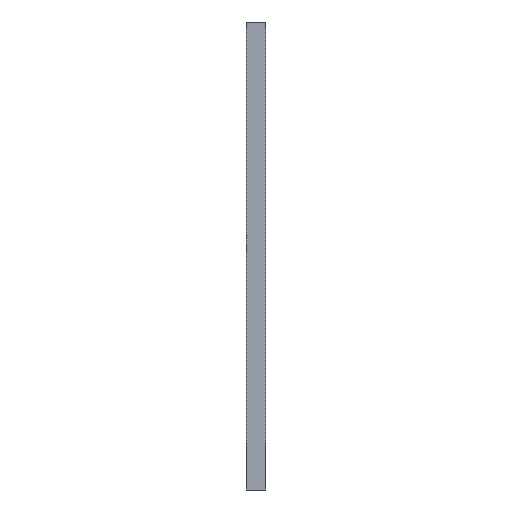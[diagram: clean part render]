
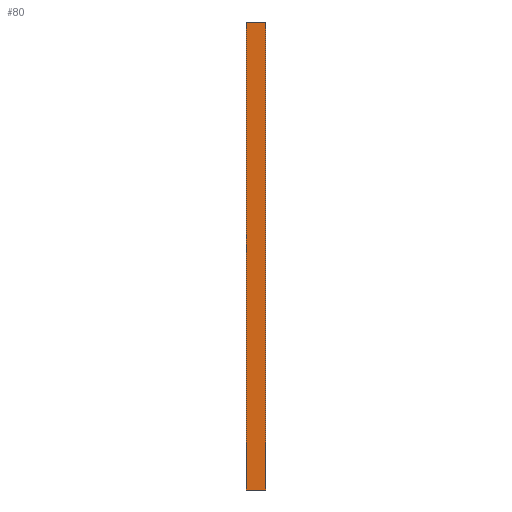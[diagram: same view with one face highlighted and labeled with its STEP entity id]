
A CAD part, left-side view. The second image highlights one B-rep face of the part: STEP entity #80.
In plain terms, the highlighted planar face has unit normal (-1, 0, 0).
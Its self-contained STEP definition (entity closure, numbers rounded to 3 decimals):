
#25 = VERTEX_POINT ( 'NONE', #984 ) ;
#57 = CARTESIAN_POINT ( 'NONE',  ( 0., 0., 0. ) ) ;
#70 = VECTOR ( 'NONE', #1037, 1000. ) ;
#80 = ADVANCED_FACE ( 'NONE', ( #101 ), #1002, .F. ) ;
#101 = FACE_OUTER_BOUND ( 'NONE', #640, .T. ) ;
#105 = LINE ( 'NONE', #352, #509 ) ;
#112 = CARTESIAN_POINT ( 'NONE',  ( 0., 3., 0. ) ) ;
#123 = EDGE_CURVE ( 'NONE', #893, #25, #430, .T. ) ;
#166 = ORIENTED_EDGE ( 'NONE', *, *, #692, .T. ) ;
#192 = EDGE_CURVE ( 'NONE', #653, #893, #446, .T. ) ;
#194 = CARTESIAN_POINT ( 'NONE',  ( 0., 3., 0. ) ) ;
#220 = VECTOR ( 'NONE', #1013, 1000. ) ;
#279 = DIRECTION ( 'NONE',  ( 0., -1., 0. ) ) ;
#282 = ORIENTED_EDGE ( 'NONE', *, *, #955, .T. ) ;
#352 = CARTESIAN_POINT ( 'NONE',  ( 0., 3., -72. ) ) ;
#363 = VERTEX_POINT ( 'NONE', #734 ) ;
#365 = CARTESIAN_POINT ( 'NONE',  ( 0., 3., -72. ) ) ;
#430 = LINE ( 'NONE', #847, #220 ) ;
#439 = DIRECTION ( 'NONE',  ( 0., 0., -1. ) ) ;
#446 = LINE ( 'NONE', #194, #721 ) ;
#478 = AXIS2_PLACEMENT_3D ( 'NONE', #112, #1018, #439 ) ;
#509 = VECTOR ( 'NONE', #279, 1000. ) ;
#640 = EDGE_LOOP ( 'NONE', ( #166, #848, #920, #282 ) ) ;
#653 = VERTEX_POINT ( 'NONE', #365 ) ;
#663 = CARTESIAN_POINT ( 'NONE',  ( 0., 3., 0. ) ) ;
#692 = EDGE_CURVE ( 'NONE', #363, #25, #796, .T. ) ;
#721 = VECTOR ( 'NONE', #851, 1000. ) ;
#734 = CARTESIAN_POINT ( 'NONE',  ( 0., 0., -72. ) ) ;
#796 = LINE ( 'NONE', #57, #70 ) ;
#847 = CARTESIAN_POINT ( 'NONE',  ( 0., 3., 0. ) ) ;
#848 = ORIENTED_EDGE ( 'NONE', *, *, #123, .F. ) ;
#851 = DIRECTION ( 'NONE',  ( 0., 0., 1. ) ) ;
#893 = VERTEX_POINT ( 'NONE', #663 ) ;
#920 = ORIENTED_EDGE ( 'NONE', *, *, #192, .F. ) ;
#955 = EDGE_CURVE ( 'NONE', #653, #363, #105, .T. ) ;
#984 = CARTESIAN_POINT ( 'NONE',  ( 0., 0., 0. ) ) ;
#1002 = PLANE ( 'NONE',  #478 ) ;
#1013 = DIRECTION ( 'NONE',  ( 0., -1., 0. ) ) ;
#1018 = DIRECTION ( 'NONE',  ( 1., 0., 0. ) ) ;
#1037 = DIRECTION ( 'NONE',  ( 0., 0., 1. ) ) ;
